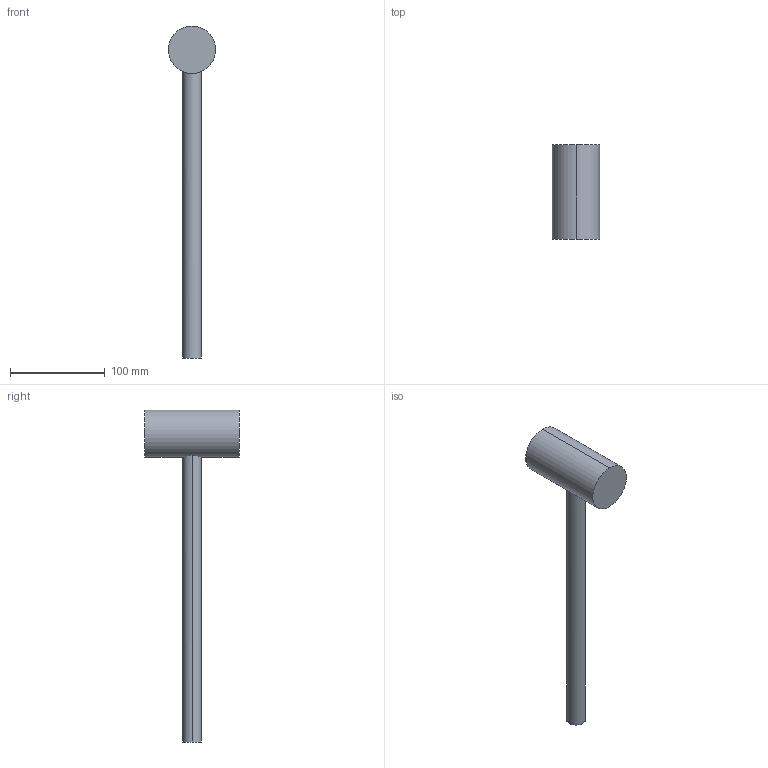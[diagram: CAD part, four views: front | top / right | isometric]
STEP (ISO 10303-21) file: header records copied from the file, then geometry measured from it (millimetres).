
FILE_DESCRIPTION(('produced by SPATIAL CORP'),'2;1');
FILE_NAME('mallet.hh.sat.stp', '2002-04-12T11:55:30+00:00',('SPATIAL CORP'),('SPATIAL CORP'), 'ACIS STEP Husk','http://www.spatial.com','SPATIAL CORP');
FILE_SCHEMA(('CONFIG_CONTROL_DESIGN'));
Length unit declared in the file: millimetre
Products named in the file (1): PRODUCT_ID_1
Bounding box: 50 x 100 x 350 mm (x, y, z)
Volume: 290757.7 mm3; surface area: 38542.7 mm2
Topology: 1 solids, 1 shells, 7 faces, 15 edges, 10 vertices
Faces by surface type: cylinder 4, plane 3
Entity records: 315 total; most frequent: CARTESIAN_POINT 95, ORIENTED_EDGE 30, DIRECTION 21, EDGE_CURVE 15, VERTEX_POINT 10, AXIS2_PLACEMENT_3D 8, PERSON 8, ORGANIZATION 8
